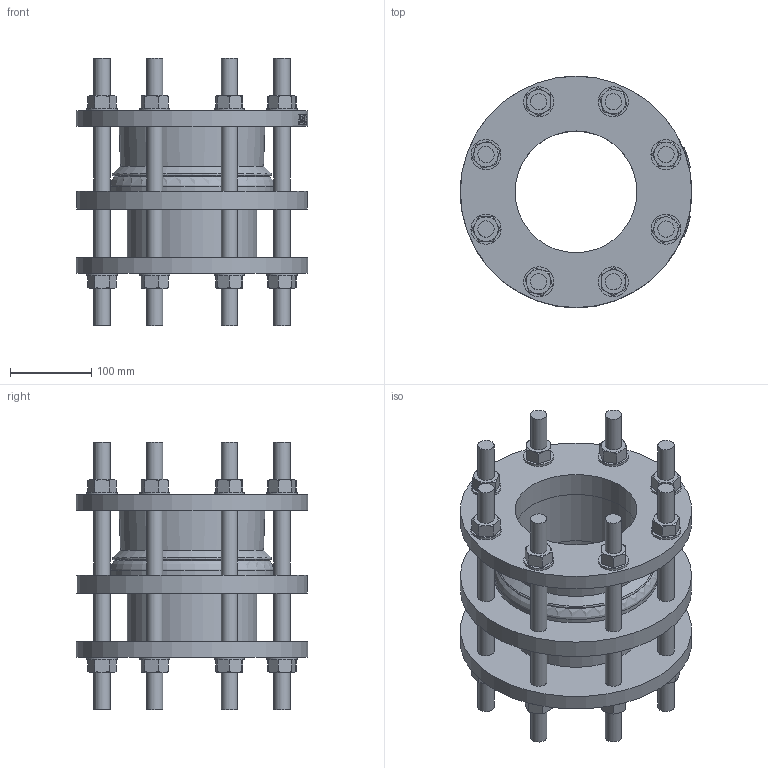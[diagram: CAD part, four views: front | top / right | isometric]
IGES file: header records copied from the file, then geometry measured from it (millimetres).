
Start section: SolidWorks IGES file using analytic representation for surfaces
Global section: file name: O_265_50_DN0150_1X_AA2.igs; native system: SolidWorks 2012; preprocessor: SolidWorks 2012; author: pbm; date: 171025.103052; units: millimetre
Bounding box: 285 x 285 x 330 mm (x, y, z)
Surface area: 616586.6 mm2 (no closed solid volume)
Topology: 0 solids, 0 shells, 401 faces, 1808 edges, 1692 vertices
Faces by surface type: bspline 221, revolution 180
